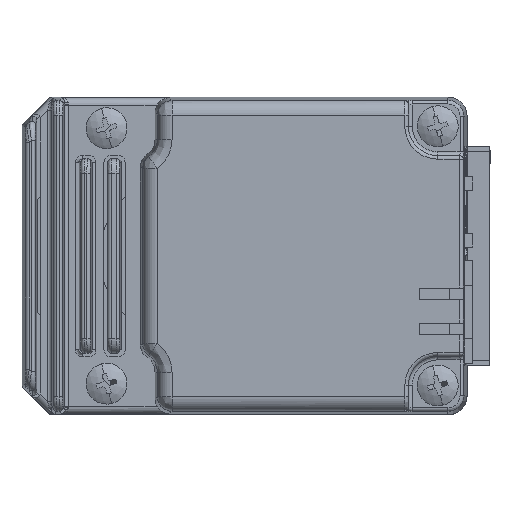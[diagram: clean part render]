
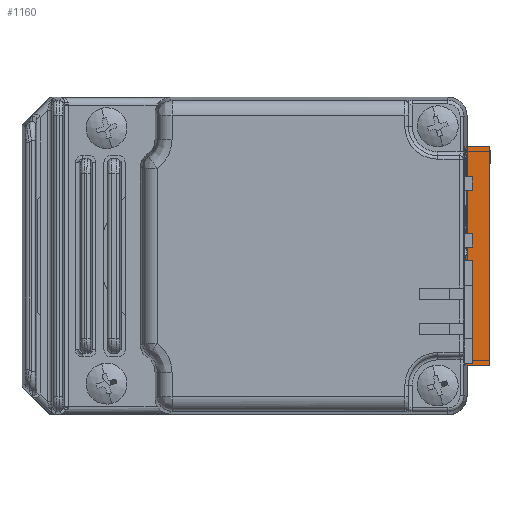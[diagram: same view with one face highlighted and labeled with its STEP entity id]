
A CAD part, front view. The second image highlights one B-rep face of the part: STEP entity #1160.
In plain terms, the highlighted planar face has unit normal (0, -1, 0).
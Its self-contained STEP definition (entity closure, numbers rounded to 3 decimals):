
#83 = CARTESIAN_POINT ( 'NONE',  ( 46.069, -73.208, 69.5 ) ) ;
#88 = EDGE_LOOP ( 'NONE', ( #8151, #3528, #11023, #268, #2002, #7777, #4210, #3089 ) ) ;
#252 = LINE ( 'NONE', #2585, #11372 ) ;
#268 = ORIENTED_EDGE ( 'NONE', *, *, #11706, .T. ) ;
#338 = DIRECTION ( 'NONE',  ( 1., 0., 0. ) ) ;
#350 = CARTESIAN_POINT ( 'NONE',  ( 33.369, -73.208, 69.5 ) ) ;
#830 = VERTEX_POINT ( 'NONE', #10680 ) ;
#1155 = EDGE_CURVE ( 'NONE', #15119, #15880, #8937, .T. ) ;
#1160 = ADVANCED_FACE ( 'NONE', ( #7211 ), #9082, .F. ) ;
#1288 = VERTEX_POINT ( 'NONE', #1885 ) ;
#1611 = CARTESIAN_POINT ( 'NONE',  ( 46.069, -73.208, 69.5 ) ) ;
#1861 = LINE ( 'NONE', #2577, #10311 ) ;
#1885 = CARTESIAN_POINT ( 'NONE',  ( 33.369, -73.208, 68.3 ) ) ;
#2002 = ORIENTED_EDGE ( 'NONE', *, *, #7305, .F. ) ;
#2154 = CARTESIAN_POINT ( 'NONE',  ( 46.069, -73.208, 39.5 ) ) ;
#2315 = AXIS2_PLACEMENT_3D ( 'NONE', #1611, #2806, #4203 ) ;
#2577 = CARTESIAN_POINT ( 'NONE',  ( 33.369, -73.208, 69.5 ) ) ;
#2585 = CARTESIAN_POINT ( 'NONE',  ( 46.069, -73.208, 68.3 ) ) ;
#2632 = DIRECTION ( 'NONE',  ( 0., 0., -1. ) ) ;
#2806 = DIRECTION ( 'NONE',  ( 0., 1., 0. ) ) ;
#3089 = ORIENTED_EDGE ( 'NONE', *, *, #4056, .T. ) ;
#3194 = EDGE_CURVE ( 'NONE', #830, #11809, #6519, .T. ) ;
#3225 = EDGE_CURVE ( 'NONE', #5859, #13124, #8622, .T. ) ;
#3528 = ORIENTED_EDGE ( 'NONE', *, *, #8678, .F. ) ;
#3963 = CARTESIAN_POINT ( 'NONE',  ( 33.369, -73.208, 40.7 ) ) ;
#4056 = EDGE_CURVE ( 'NONE', #5607, #11809, #12417, .T. ) ;
#4203 = DIRECTION ( 'NONE',  ( 0., 0., 1. ) ) ;
#4210 = ORIENTED_EDGE ( 'NONE', *, *, #15135, .F. ) ;
#4623 = VECTOR ( 'NONE', #10969, 1000. ) ;
#4725 = CARTESIAN_POINT ( 'NONE',  ( 36.469, -73.208, 68.3 ) ) ;
#5265 = CARTESIAN_POINT ( 'NONE',  ( 33.369, -73.208, 39.5 ) ) ;
#5607 = VERTEX_POINT ( 'NONE', #3963 ) ;
#5859 = VERTEX_POINT ( 'NONE', #7118 ) ;
#6180 = DIRECTION ( 'NONE',  ( 0., 0., -1. ) ) ;
#6519 = LINE ( 'NONE', #2154, #9392 ) ;
#7118 = CARTESIAN_POINT ( 'NONE',  ( 36.469, -73.208, 40.7 ) ) ;
#7211 = FACE_OUTER_BOUND ( 'NONE', #88, .T. ) ;
#7305 = EDGE_CURVE ( 'NONE', #13124, #1288, #252, .T. ) ;
#7777 = ORIENTED_EDGE ( 'NONE', *, *, #3225, .F. ) ;
#7861 = VECTOR ( 'NONE', #10783, 1000. ) ;
#7901 = LINE ( 'NONE', #8510, #4623 ) ;
#8151 = ORIENTED_EDGE ( 'NONE', *, *, #3194, .F. ) ;
#8510 = CARTESIAN_POINT ( 'NONE',  ( 46.069, -73.208, 69.5 ) ) ;
#8622 = LINE ( 'NONE', #15551, #7861 ) ;
#8678 = EDGE_CURVE ( 'NONE', #15880, #830, #7901, .T. ) ;
#8822 = CARTESIAN_POINT ( 'NONE',  ( 46.069, -73.208, 69.5 ) ) ;
#8937 = LINE ( 'NONE', #8822, #10843 ) ;
#9082 = PLANE ( 'NONE',  #2315 ) ;
#9392 = VECTOR ( 'NONE', #9624, 1000. ) ;
#9624 = DIRECTION ( 'NONE',  ( -1., 0., 0. ) ) ;
#10311 = VECTOR ( 'NONE', #2632, 1000. ) ;
#10680 = CARTESIAN_POINT ( 'NONE',  ( 46.069, -73.208, 39.5 ) ) ;
#10783 = DIRECTION ( 'NONE',  ( 0., 0., 1. ) ) ;
#10843 = VECTOR ( 'NONE', #338, 1000. ) ;
#10969 = DIRECTION ( 'NONE',  ( 0., 0., -1. ) ) ;
#11023 = ORIENTED_EDGE ( 'NONE', *, *, #1155, .F. ) ;
#11372 = VECTOR ( 'NONE', #14854, 1000. ) ;
#11437 = DIRECTION ( 'NONE',  ( 1., 0., 0. ) ) ;
#11706 = EDGE_CURVE ( 'NONE', #15119, #1288, #1861, .T. ) ;
#11809 = VERTEX_POINT ( 'NONE', #5265 ) ;
#12417 = LINE ( 'NONE', #13519, #12807 ) ;
#12807 = VECTOR ( 'NONE', #6180, 1000. ) ;
#12985 = VECTOR ( 'NONE', #11437, 1000. ) ;
#13124 = VERTEX_POINT ( 'NONE', #4725 ) ;
#13379 = LINE ( 'NONE', #13899, #12985 ) ;
#13519 = CARTESIAN_POINT ( 'NONE',  ( 33.369, -73.208, 69.5 ) ) ;
#13899 = CARTESIAN_POINT ( 'NONE',  ( 46.069, -73.208, 40.7 ) ) ;
#14854 = DIRECTION ( 'NONE',  ( -1., 0., 0. ) ) ;
#15119 = VERTEX_POINT ( 'NONE', #350 ) ;
#15135 = EDGE_CURVE ( 'NONE', #5607, #5859, #13379, .T. ) ;
#15551 = CARTESIAN_POINT ( 'NONE',  ( 36.469, -73.208, 40.7 ) ) ;
#15880 = VERTEX_POINT ( 'NONE', #83 ) ;
